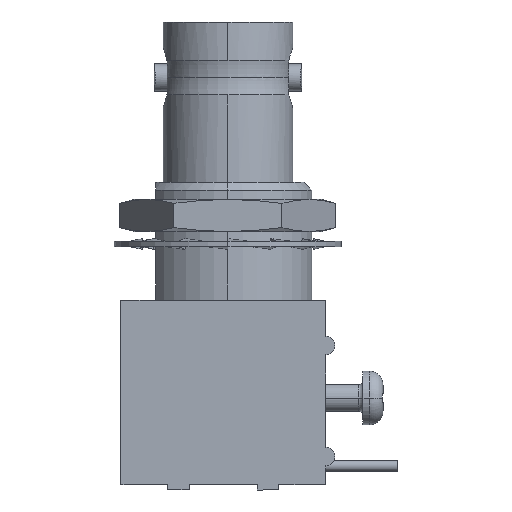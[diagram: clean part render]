
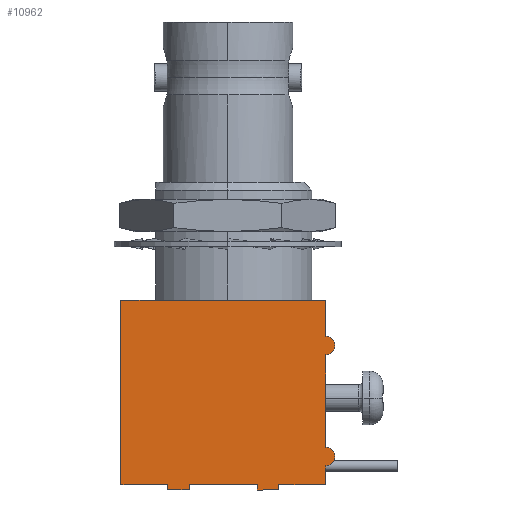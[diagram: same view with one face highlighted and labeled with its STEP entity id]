
A CAD part, left-side view. The second image highlights one B-rep face of the part: STEP entity #10962.
In plain terms, the highlighted planar face has unit normal (-1, 0, 0).
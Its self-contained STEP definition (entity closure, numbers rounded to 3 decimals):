
#1721 = EDGE_LOOP ( 'NONE', ( #8666, #8667, #8668, #8886, #8670, #8669, #8671, #8672, #8674, #8673, #8675, #8677, #8676, #8678, #8679, #8681 ) ) ;
#3230 = EDGE_CURVE ( 'NONE', #7741, #7740, #5252, .T. ) ;
#3271 = EDGE_CURVE ( 'NONE', #7745, #7744, #4826, .T. ) ;
#4826 = LINE ( 'NONE', #4827, #8525 ) ;
#4827 = CARTESIAN_POINT ( 'NONE',  ( -7.4, 8., -34.6 ) ) ;
#4828 = DIRECTION ( 'NONE',  ( 0., 1., 0. ) ) ;
#4860 = LINE ( 'NONE', #4861, #8534 ) ;
#4861 = CARTESIAN_POINT ( 'NONE',  ( -7.4, -7.3, -34.6 ) ) ;
#4862 = DIRECTION ( 'NONE',  ( 0., 0., -1. ) ) ;
#4887 = CARTESIAN_POINT ( 'NONE',  ( -7.4, -7.3, -32.5 ) ) ;
#4888 = LINE ( 'NONE', #4889, #8542 ) ;
#4889 = CARTESIAN_POINT ( 'NONE',  ( -7.4, 8., -20.8 ) ) ;
#4890 = DIRECTION ( 'NONE',  ( 0., 0., 1. ) ) ;
#4897 = DIRECTION ( 'NONE',  ( 1., 0., 0. ) ) ;
#4898 = DIRECTION ( 'NONE',  ( 0., 0., -1. ) ) ;
#4899 = CARTESIAN_POINT ( 'NONE',  ( -7.4, -7.3, -24.2 ) ) ;
#4900 = LINE ( 'NONE', #4901, #8548 ) ;
#4901 = CARTESIAN_POINT ( 'NONE',  ( -7.4, -3.8, -35. ) ) ;
#4902 = DIRECTION ( 'NONE',  ( 0., 0., -1. ) ) ;
#4903 = DIRECTION ( 'NONE',  ( 1., 0., 0. ) ) ;
#4904 = DIRECTION ( 'NONE',  ( 0., 0., -1. ) ) ;
#4928 = LINE ( 'NONE', #4929, #8554 ) ;
#4929 = CARTESIAN_POINT ( 'NONE',  ( -7.4, -2.2, -34.6 ) ) ;
#4930 = DIRECTION ( 'NONE',  ( 0., 0., 1. ) ) ;
#4931 = LINE ( 'NONE', #4932, #8555 ) ;
#4932 = CARTESIAN_POINT ( 'NONE',  ( -7.4, 4.5, -35. ) ) ;
#4933 = DIRECTION ( 'NONE',  ( 0., 1., 0. ) ) ;
#4949 = LINE ( 'NONE', #4950, #8561 ) ;
#4950 = CARTESIAN_POINT ( 'NONE',  ( -7.4, 4.5, -34.6 ) ) ;
#4951 = DIRECTION ( 'NONE',  ( 0., 0., 1. ) ) ;
#4955 = LINE ( 'NONE', #4956, #7242 ) ;
#4956 = CARTESIAN_POINT ( 'NONE',  ( -7.4, 8., -34.6 ) ) ;
#4957 = DIRECTION ( 'NONE',  ( 0., 1., 0. ) ) ;
#4967 = LINE ( 'NONE', #4968, #7245 ) ;
#4968 = CARTESIAN_POINT ( 'NONE',  ( -7.4, -7.3, -34.6 ) ) ;
#4969 = DIRECTION ( 'NONE',  ( 0., 0., -1. ) ) ;
#4991 = LINE ( 'NONE', #4992, #7250 ) ;
#4992 = CARTESIAN_POINT ( 'NONE',  ( -7.4, 2.9, -35. ) ) ;
#4993 = DIRECTION ( 'NONE',  ( 0., 0., -1. ) ) ;
#4994 = LINE ( 'NONE', #4995, #7251 ) ;
#4995 = CARTESIAN_POINT ( 'NONE',  ( -7.4, -2.2, -35. ) ) ;
#4996 = DIRECTION ( 'NONE',  ( 0., 1., 0. ) ) ;
#5252 = LINE ( 'NONE', #5253, #8423 ) ;
#5253 = CARTESIAN_POINT ( 'NONE',  ( -7.4, 8., -34.6 ) ) ;
#5254 = DIRECTION ( 'NONE',  ( 0., 1., 0. ) ) ;
#6481 = EDGE_CURVE ( 'NONE', #7758, #7757, #4860, .T. ) ;
#6490 = EDGE_CURVE ( 'NONE', #7740, #7722, #4888, .T. ) ;
#6493 = EDGE_CURVE ( 'NONE', #7753, #7750, #9759, .T. ) ;
#6494 = EDGE_CURVE ( 'NONE', #7748, #7708, #4900, .T. ) ;
#6495 = EDGE_CURVE ( 'NONE', #7757, #7754, #9758, .T. ) ;
#6502 = EDGE_CURVE ( 'NONE', #7710, #7745, #4928, .T. ) ;
#6503 = EDGE_CURVE ( 'NONE', #7711, #7712, #4931, .T. ) ;
#6608 = EDGE_CURVE ( 'NONE', #7712, #7741, #4949, .T. ) ;
#6611 = EDGE_CURVE ( 'NONE', #7772, #7748, #4955, .T. ) ;
#6617 = EDGE_CURVE ( 'NONE', #7750, #7772, #4967, .T. ) ;
#6626 = EDGE_CURVE ( 'NONE', #7744, #7711, #4991, .T. ) ;
#6629 = EDGE_CURVE ( 'NONE', #7708, #7710, #4994, .T. ) ;
#6704 = EDGE_CURVE ( 'NONE', #7722, #7758, #8079, .T. ) ;
#7060 = EDGE_CURVE ( 'NONE', #7754, #7753, #8149, .T. ) ;
#7242 = VECTOR ( 'NONE', #4957, 1000. ) ;
#7245 = VECTOR ( 'NONE', #4969, 1000. ) ;
#7250 = VECTOR ( 'NONE', #4993, 1000. ) ;
#7251 = VECTOR ( 'NONE', #4996, 1000. ) ;
#7273 = VECTOR ( 'NONE', #8081, 1000. ) ;
#7290 = VECTOR ( 'NONE', #8151, 1000. ) ;
#7708 = VERTEX_POINT ( 'NONE', #8248 ) ;
#7710 = VERTEX_POINT ( 'NONE', #8249 ) ;
#7711 = VERTEX_POINT ( 'NONE', #8250 ) ;
#7712 = VERTEX_POINT ( 'NONE', #8251 ) ;
#7722 = VERTEX_POINT ( 'NONE', #8257 ) ;
#7740 = VERTEX_POINT ( 'NONE', #8274 ) ;
#7741 = VERTEX_POINT ( 'NONE', #8275 ) ;
#7744 = VERTEX_POINT ( 'NONE', #8278 ) ;
#7745 = VERTEX_POINT ( 'NONE', #8279 ) ;
#7748 = VERTEX_POINT ( 'NONE', #8282 ) ;
#7750 = VERTEX_POINT ( 'NONE', #8284 ) ;
#7753 = VERTEX_POINT ( 'NONE', #8287 ) ;
#7754 = VERTEX_POINT ( 'NONE', #8288 ) ;
#7757 = VERTEX_POINT ( 'NONE', #8291 ) ;
#7758 = VERTEX_POINT ( 'NONE', #8292 ) ;
#7772 = VERTEX_POINT ( 'NONE', #8306 ) ;
#8079 = LINE ( 'NONE', #8080, #7273 ) ;
#8080 = CARTESIAN_POINT ( 'NONE',  ( -7.4, -7.3, -20.8 ) ) ;
#8081 = DIRECTION ( 'NONE',  ( 0., -1., 0. ) ) ;
#8149 = LINE ( 'NONE', #8150, #7290 ) ;
#8150 = CARTESIAN_POINT ( 'NONE',  ( -7.4, -7.3, -34.6 ) ) ;
#8151 = DIRECTION ( 'NONE',  ( 0., 0., -1. ) ) ;
#8248 = CARTESIAN_POINT ( 'NONE',  ( -7.4, -3.8, -35. ) ) ;
#8249 = CARTESIAN_POINT ( 'NONE',  ( -7.4, -2.2, -35. ) ) ;
#8250 = CARTESIAN_POINT ( 'NONE',  ( -7.4, 2.9, -35. ) ) ;
#8251 = CARTESIAN_POINT ( 'NONE',  ( -7.4, 4.5, -35. ) ) ;
#8257 = CARTESIAN_POINT ( 'NONE',  ( -7.4, 8., -20.8 ) ) ;
#8274 = CARTESIAN_POINT ( 'NONE',  ( -7.4, 8., -34.6 ) ) ;
#8275 = CARTESIAN_POINT ( 'NONE',  ( -7.4, 4.5, -34.6 ) ) ;
#8278 = CARTESIAN_POINT ( 'NONE',  ( -7.4, 2.9, -34.6 ) ) ;
#8279 = CARTESIAN_POINT ( 'NONE',  ( -7.4, -2.2, -34.6 ) ) ;
#8282 = CARTESIAN_POINT ( 'NONE',  ( -7.4, -3.8, -34.6 ) ) ;
#8284 = CARTESIAN_POINT ( 'NONE',  ( -7.4, -7.3, -33.2 ) ) ;
#8287 = CARTESIAN_POINT ( 'NONE',  ( -7.4, -7.3, -31.8 ) ) ;
#8288 = CARTESIAN_POINT ( 'NONE',  ( -7.4, -7.3, -24.9 ) ) ;
#8291 = CARTESIAN_POINT ( 'NONE',  ( -7.4, -7.3, -23.5 ) ) ;
#8292 = CARTESIAN_POINT ( 'NONE',  ( -7.4, -7.3, -20.8 ) ) ;
#8306 = CARTESIAN_POINT ( 'NONE',  ( -7.4, -7.3, -34.6 ) ) ;
#8423 = VECTOR ( 'NONE', #5254, 1000. ) ;
#8525 = VECTOR ( 'NONE', #4828, 1000. ) ;
#8534 = VECTOR ( 'NONE', #4862, 1000. ) ;
#8542 = VECTOR ( 'NONE', #4890, 1000. ) ;
#8544 = AXIS2_PLACEMENT_3D ( 'NONE', #4887, #4897, #4898 ) ;
#8546 = AXIS2_PLACEMENT_3D ( 'NONE', #4899, #4903, #4904 ) ;
#8548 = VECTOR ( 'NONE', #4902, 1000. ) ;
#8554 = VECTOR ( 'NONE', #4930, 1000. ) ;
#8555 = VECTOR ( 'NONE', #4933, 1000. ) ;
#8561 = VECTOR ( 'NONE', #4951, 1000. ) ;
#8666 = ORIENTED_EDGE ( 'NONE', *, *, #6704, .F. ) ;
#8667 = ORIENTED_EDGE ( 'NONE', *, *, #6490, .F. ) ;
#8668 = ORIENTED_EDGE ( 'NONE', *, *, #3230, .F. ) ;
#8669 = ORIENTED_EDGE ( 'NONE', *, *, #6626, .F. ) ;
#8670 = ORIENTED_EDGE ( 'NONE', *, *, #6503, .F. ) ;
#8671 = ORIENTED_EDGE ( 'NONE', *, *, #3271, .F. ) ;
#8672 = ORIENTED_EDGE ( 'NONE', *, *, #6502, .F. ) ;
#8673 = ORIENTED_EDGE ( 'NONE', *, *, #6494, .F. ) ;
#8674 = ORIENTED_EDGE ( 'NONE', *, *, #6629, .F. ) ;
#8675 = ORIENTED_EDGE ( 'NONE', *, *, #6611, .F. ) ;
#8676 = ORIENTED_EDGE ( 'NONE', *, *, #6493, .F. ) ;
#8677 = ORIENTED_EDGE ( 'NONE', *, *, #6617, .F. ) ;
#8678 = ORIENTED_EDGE ( 'NONE', *, *, #7060, .F. ) ;
#8679 = ORIENTED_EDGE ( 'NONE', *, *, #6495, .F. ) ;
#8681 = ORIENTED_EDGE ( 'NONE', *, *, #6481, .F. ) ;
#8886 = ORIENTED_EDGE ( 'NONE', *, *, #6608, .F. ) ;
#9758 = CIRCLE ( 'NONE', #8546, 0.7 ) ;
#9759 = CIRCLE ( 'NONE', #8544, 0.7 ) ;
#10138 = PLANE ( 'NONE',  #10878 ) ;
#10139 = CARTESIAN_POINT ( 'NONE',  ( -7.4, 0., 0. ) ) ;
#10140 = DIRECTION ( 'NONE',  ( -1., 0., 0. ) ) ;
#10141 = DIRECTION ( 'NONE',  ( 0., 0., 1. ) ) ;
#10864 = FACE_OUTER_BOUND ( 'NONE', #1721, .T. ) ;
#10878 = AXIS2_PLACEMENT_3D ( 'NONE', #10139, #10140, #10141 ) ;
#10962 = ADVANCED_FACE ( 'NONE', ( #10864 ), #10138, .T. ) ;
